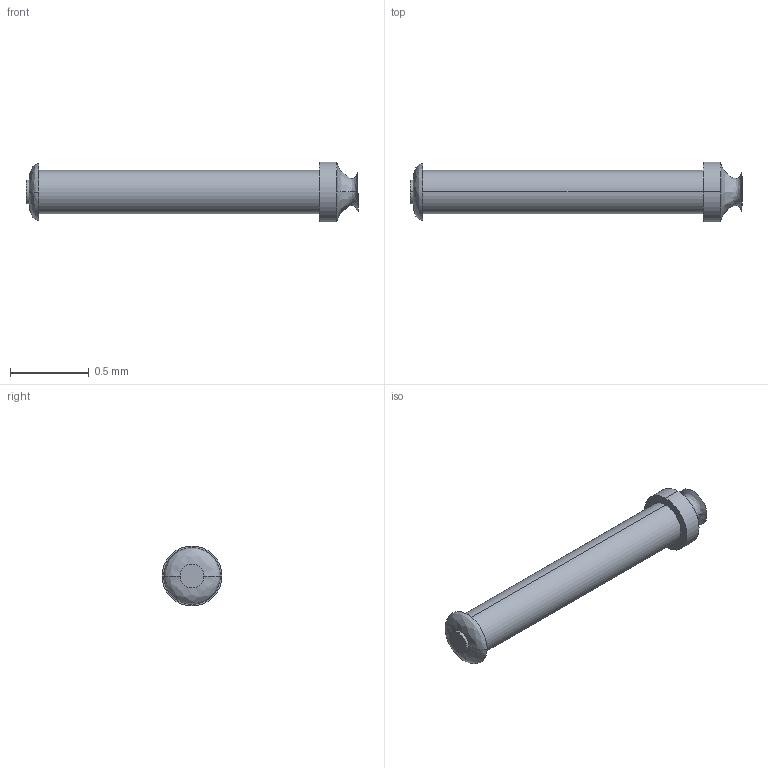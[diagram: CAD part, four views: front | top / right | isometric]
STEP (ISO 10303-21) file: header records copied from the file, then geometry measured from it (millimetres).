
FILE_DESCRIPTION (( 'STEP AP214' ), '1' );
FILE_NAME ('CombustionChamberV5.stp', '2022-07-25T17:36:09', ( '' ), ( '' ), 'SwSTEP 2.0', 'SolidWorks 2021', '' );
FILE_SCHEMA (( 'AUTOMOTIVE_DESIGN' ));
Length unit declared in the file: millimetre
Products named in the file (1): CombustionChamberV5
Bounding box: 2.1 x 0.38 x 0.38 mm (x, y, z)
Volume: 0.1 mm3; surface area: 2.1 mm2
Topology: 1 solids, 1 shells, 14 faces, 30 edges, 20 vertices
Faces by surface type: cylinder 6, bspline 4, plane 4
Entity records: 476 total; most frequent: CARTESIAN_POINT 137, DIRECTION 68, ORIENTED_EDGE 60, AXIS2_PLACEMENT_3D 31, EDGE_CURVE 30, VERTEX_POINT 20, CIRCLE 20, EDGE_LOOP 16
